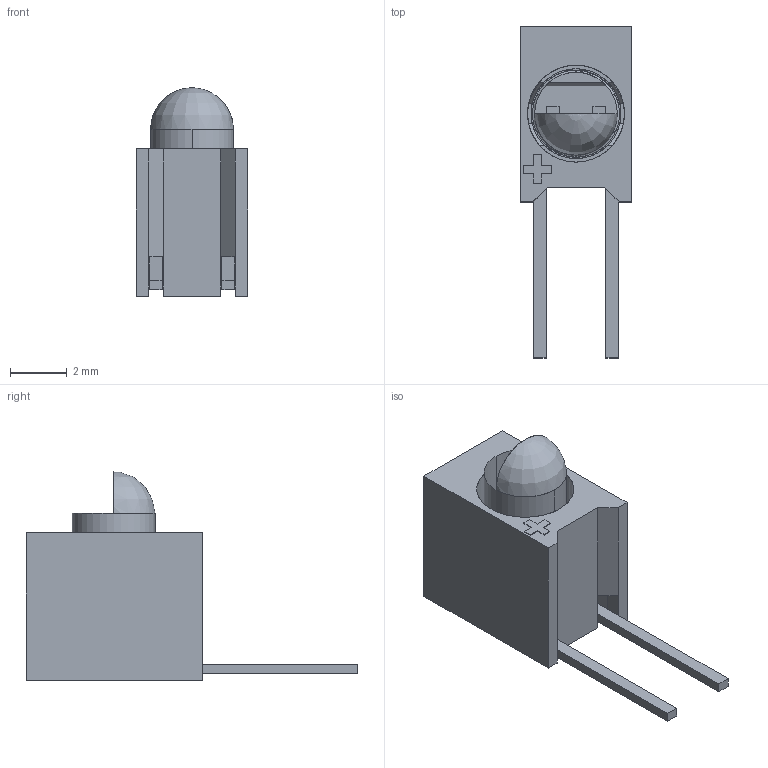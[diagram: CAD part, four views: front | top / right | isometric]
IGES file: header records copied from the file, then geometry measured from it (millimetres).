
Start section: SolidWorks IGES file using analytic representation for surfaces
Global section: file name: 5608Fx.IGS; native system: SolidWorks 2018; preprocessor: SolidWorks 2018; author: chwang; date: 181002.141504; units: inch
Bounding box: 3.94 x 11.73 x 7.37 mm (x, y, z)
Surface area: 302.9 mm2 (no closed solid volume)
Topology: 0 solids, 0 shells, 97 faces, 660 edges, 659 vertices
Faces by surface type: bspline 89, revolution 8
